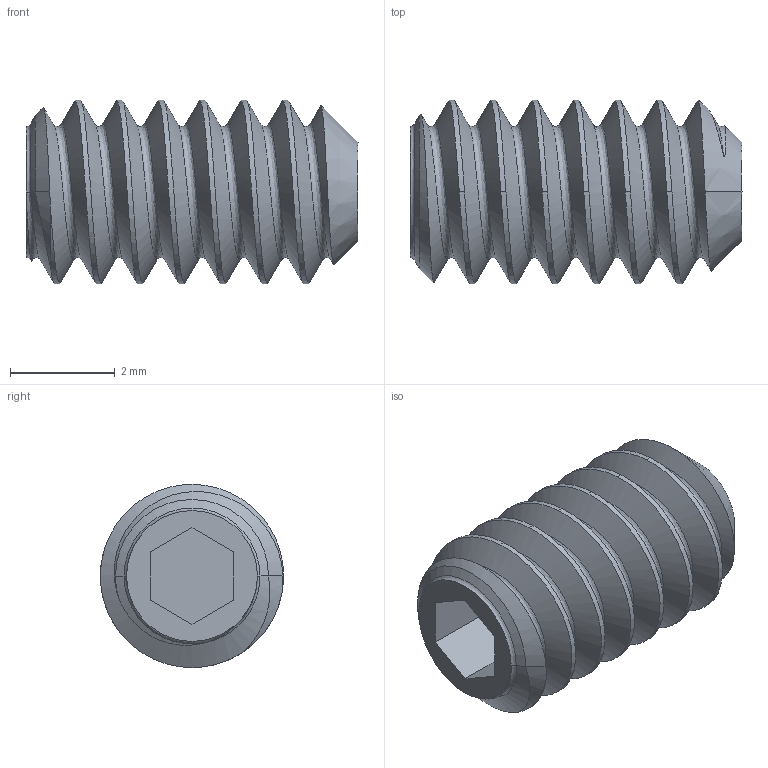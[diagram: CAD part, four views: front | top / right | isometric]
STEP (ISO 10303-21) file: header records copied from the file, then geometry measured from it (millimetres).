
FILE_DESCRIPTION (( 'STEP AP214' ), '1' );
FILE_NAME ('B005A1O4ZQ.3D.STP', '2013-08-01T18:17:47', ( '' ), ( '' ), 'SwSTEP 2.0', 'SolidWorks 2012', '' );
FILE_SCHEMA (( 'AUTOMOTIVE_DESIGN' ));
Length unit declared in the file: inch
Products named in the file (1): B005A1O4ZQ.3D
Bounding box: 6.35 x 3.5 x 3.51 mm (x, y, z)
Volume: 38.4 mm3; surface area: 117.7 mm2
Topology: 1 solids, 1 shells, 36 faces, 94 edges, 59 vertices
Faces by surface type: cylinder 14, cone 9, plane 8, bspline 5
Entity records: 4699 total; most frequent: CARTESIAN_POINT 3909, ORIENTED_EDGE 184, DIRECTION 126, EDGE_CURVE 92, VERTEX_POINT 59, AXIS2_PLACEMENT_3D 44, VECTOR 38, LINE 38
